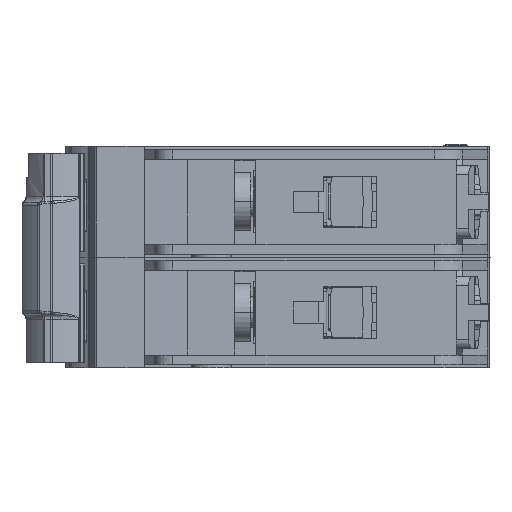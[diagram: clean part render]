
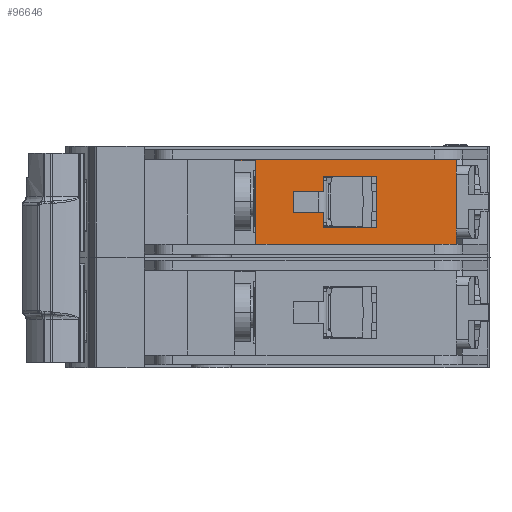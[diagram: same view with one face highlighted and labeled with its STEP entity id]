
A CAD part, front view. The second image highlights one B-rep face of the part: STEP entity #96646.
In plain terms, the highlighted planar face has unit normal (0, -1, 0).
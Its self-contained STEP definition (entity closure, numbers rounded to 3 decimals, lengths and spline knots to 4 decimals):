
#1425 = VERTEX_POINT ( 'NONE', #13939 ) ;
#1428 = ORIENTED_EDGE ( 'NONE', *, *, #54496, .F. ) ;
#2153 = CARTESIAN_POINT ( 'NONE',  ( 1.9306, -1.5945, 1.3248 ) ) ;
#2661 = VERTEX_POINT ( 'NONE', #48277 ) ;
#3169 = LINE ( 'NONE', #20596, #19575 ) ;
#3528 = EDGE_CURVE ( 'NONE', #90152, #1425, #93020, .T. ) ;
#3857 = CARTESIAN_POINT ( 'NONE',  ( 1.2241, -1.5945, -3.5356 ) ) ;
#4761 = EDGE_LOOP ( 'NONE', ( #85673, #35397, #14880, #61190, #50949, #31490, #68778, #64792 ) ) ;
#5580 = VECTOR ( 'NONE', #90866, 39.3701 ) ;
#6871 = DIRECTION ( 'NONE',  ( 0., 0., 1. ) ) ;
#7422 = VERTEX_POINT ( 'NONE', #31133 ) ;
#8130 = EDGE_LOOP ( 'NONE', ( #14032, #1428, #77798, #48376, #45833, #35229, #45469, #18281 ) ) ;
#8181 = EDGE_CURVE ( 'NONE', #70355, #27157, #54370, .T. ) ;
#8658 = VERTEX_POINT ( 'NONE', #93227 ) ;
#9708 = VERTEX_POINT ( 'NONE', #72729 ) ;
#9810 = VECTOR ( 'NONE', #6871, 39.3701 ) ;
#9977 = DIRECTION ( 'NONE',  ( 0., 0., -1. ) ) ;
#10287 = EDGE_CURVE ( 'NONE', #61593, #70355, #34343, .T. ) ;
#10420 = DIRECTION ( 'NONE',  ( -1., 0., 0. ) ) ;
#11010 = CARTESIAN_POINT ( 'NONE',  ( 0.8858, -1.5945, -3.5355 ) ) ;
#12324 = CARTESIAN_POINT ( 'NONE',  ( 0.315, -1.5945, 1.315 ) ) ;
#13939 = CARTESIAN_POINT ( 'NONE',  ( 0.6929, -1.5945, 0.9843 ) ) ;
#14032 = ORIENTED_EDGE ( 'NONE', *, *, #53433, .F. ) ;
#14289 = VECTOR ( 'NONE', #71177, 39.3701 ) ;
#14880 = ORIENTED_EDGE ( 'NONE', *, *, #10287, .F. ) ;
#15018 = LINE ( 'NONE', #74222, #25898 ) ;
#16426 = VERTEX_POINT ( 'NONE', #34007 ) ;
#16493 = EDGE_CURVE ( 'NONE', #8658, #84207, #18351, .T. ) ;
#16690 = LINE ( 'NONE', #71793, #47266 ) ;
#16720 = AXIS2_PLACEMENT_3D ( 'NONE', #27612, #26172, #55541 ) ;
#17116 = VERTEX_POINT ( 'NONE', #12324 ) ;
#17632 = DIRECTION ( 'NONE',  ( -1., 0., 0. ) ) ;
#17687 = CARTESIAN_POINT ( 'NONE',  ( 0.6922, -1.5945, -3.5356 ) ) ;
#18281 = ORIENTED_EDGE ( 'NONE', *, *, #44279, .F. ) ;
#18351 = LINE ( 'NONE', #11010, #14289 ) ;
#18530 = DIRECTION ( 'NONE',  ( 0., 0., 1. ) ) ;
#19575 = VECTOR ( 'NONE', #20118, 39.3701 ) ;
#20118 = DIRECTION ( 'NONE',  ( -1., 0., 0. ) ) ;
#20596 = CARTESIAN_POINT ( 'NONE',  ( 0.2931, -1.5945, 0.7815 ) ) ;
#21425 = CARTESIAN_POINT ( 'NONE',  ( 0.4488, -1.5945, 1.315 ) ) ;
#22990 = EDGE_CURVE ( 'NONE', #1425, #8658, #62674, .T. ) ;
#23511 = EDGE_CURVE ( 'NONE', #46783, #61593, #25884, .T. ) ;
#25512 = DIRECTION ( 'NONE',  ( 1., 0., 0. ) ) ;
#25884 = LINE ( 'NONE', #3857, #94059 ) ;
#25898 = VECTOR ( 'NONE', #67335, 39.3701 ) ;
#26049 = CARTESIAN_POINT ( 'NONE',  ( -0.2638, -1.5945, 1.2185 ) ) ;
#26163 = CARTESIAN_POINT ( 'NONE',  ( 0.4488, -1.5945, 0.7815 ) ) ;
#26172 = DIRECTION ( 'NONE',  ( 0., -1., 0. ) ) ;
#27157 = VERTEX_POINT ( 'NONE', #48662 ) ;
#27179 = EDGE_CURVE ( 'NONE', #2661, #59624, #77059, .T. ) ;
#27612 = CARTESIAN_POINT ( 'NONE',  ( -0.2638, -1.5945, -3.5355 ) ) ;
#29379 = CARTESIAN_POINT ( 'NONE',  ( 0.2931, -1.5945, 1.6923 ) ) ;
#31048 = DIRECTION ( 'NONE',  ( 1., 0., 0. ) ) ;
#31133 = CARTESIAN_POINT ( 'NONE',  ( 0.315, -1.5945, 0.7815 ) ) ;
#31490 = ORIENTED_EDGE ( 'NONE', *, *, #16493, .F. ) ;
#31686 = LINE ( 'NONE', #61513, #5580 ) ;
#31878 = DIRECTION ( 'NONE',  ( 0., 0., -1. ) ) ;
#32651 = EDGE_CURVE ( 'NONE', #59624, #17116, #31686, .T. ) ;
#34007 = CARTESIAN_POINT ( 'NONE',  ( 0.2931, -1.5945, 1.3248 ) ) ;
#34343 = LINE ( 'NONE', #26049, #95885 ) ;
#34433 = CARTESIAN_POINT ( 'NONE',  ( 0.6929, -1.5945, 1.122 ) ) ;
#34686 = VECTOR ( 'NONE', #9977, 39.3701 ) ;
#34723 = CARTESIAN_POINT ( 'NONE',  ( -0.2638, -1.5945, 0.8878 ) ) ;
#34964 = FACE_BOUND ( 'NONE', #4761, .T. ) ;
#35229 = ORIENTED_EDGE ( 'NONE', *, *, #32651, .F. ) ;
#35397 = ORIENTED_EDGE ( 'NONE', *, *, #8181, .F. ) ;
#36113 = VECTOR ( 'NONE', #25512, 39.3701 ) ;
#37698 = VERTEX_POINT ( 'NONE', #88672 ) ;
#39689 = LINE ( 'NONE', #55323, #60889 ) ;
#40314 = CARTESIAN_POINT ( 'NONE',  ( 0.315, -1.5945, 1.315 ) ) ;
#41595 = LINE ( 'NONE', #34723, #77941 ) ;
#44279 = EDGE_CURVE ( 'NONE', #37698, #2661, #16690, .T. ) ;
#44553 = LINE ( 'NONE', #29379, #9810 ) ;
#45469 = ORIENTED_EDGE ( 'NONE', *, *, #27179, .F. ) ;
#45833 = ORIENTED_EDGE ( 'NONE', *, *, #57745, .F. ) ;
#46783 = VERTEX_POINT ( 'NONE', #80819 ) ;
#47266 = VECTOR ( 'NONE', #17632, 39.3701 ) ;
#48277 = CARTESIAN_POINT ( 'NONE',  ( 0.4488, -1.5945, 0.7815 ) ) ;
#48376 = ORIENTED_EDGE ( 'NONE', *, *, #93475, .F. ) ;
#48662 = CARTESIAN_POINT ( 'NONE',  ( 0.8858, -1.5945, 1.122 ) ) ;
#50949 = ORIENTED_EDGE ( 'NONE', *, *, #52742, .F. ) ;
#51338 = VECTOR ( 'NONE', #63178, 39.3701 ) ;
#52742 = EDGE_CURVE ( 'NONE', #84207, #46783, #41595, .T. ) ;
#53433 = EDGE_CURVE ( 'NONE', #68986, #37698, #39689, .T. ) ;
#54370 = LINE ( 'NONE', #92484, #83136 ) ;
#54496 = EDGE_CURVE ( 'NONE', #16426, #68986, #82879, .T. ) ;
#55259 = CARTESIAN_POINT ( 'NONE',  ( 1.7323, -1.5945, 1.3248 ) ) ;
#55323 = CARTESIAN_POINT ( 'NONE',  ( 1.7323, -1.5945, 0.7087 ) ) ;
#55533 = DIRECTION ( 'NONE',  ( 0., 0., 1. ) ) ;
#55541 = DIRECTION ( 'NONE',  ( 1., 0., 0. ) ) ;
#57745 = EDGE_CURVE ( 'NONE', #17116, #7422, #76991, .T. ) ;
#59624 = VERTEX_POINT ( 'NONE', #21425 ) ;
#60889 = VECTOR ( 'NONE', #70465, 39.3701 ) ;
#61190 = ORIENTED_EDGE ( 'NONE', *, *, #23511, .F. ) ;
#61513 = CARTESIAN_POINT ( 'NONE',  ( 0.4488, -1.5945, 1.315 ) ) ;
#61593 = VERTEX_POINT ( 'NONE', #79465 ) ;
#62674 = LINE ( 'NONE', #69554, #36113 ) ;
#62852 = PLANE ( 'NONE',  #16720 ) ;
#62957 = CARTESIAN_POINT ( 'NONE',  ( 0.8858, -1.5945, 1.2185 ) ) ;
#63178 = DIRECTION ( 'NONE',  ( 0., 0., -1. ) ) ;
#63343 = FACE_OUTER_BOUND ( 'NONE', #8130, .T. ) ;
#64007 = EDGE_CURVE ( 'NONE', #27157, #90152, #15018, .T. ) ;
#64792 = ORIENTED_EDGE ( 'NONE', *, *, #3528, .F. ) ;
#67020 = CARTESIAN_POINT ( 'NONE',  ( 0.8858, -1.5945, 0.8878 ) ) ;
#67335 = DIRECTION ( 'NONE',  ( -1., 0., 0. ) ) ;
#68778 = ORIENTED_EDGE ( 'NONE', *, *, #22990, .F. ) ;
#68986 = VERTEX_POINT ( 'NONE', #55259 ) ;
#69554 = CARTESIAN_POINT ( 'NONE',  ( -0.2638, -1.5945, 0.9843 ) ) ;
#70355 = VERTEX_POINT ( 'NONE', #62957 ) ;
#70465 = DIRECTION ( 'NONE',  ( 0., 0., -1. ) ) ;
#71177 = DIRECTION ( 'NONE',  ( 0., 0., -1. ) ) ;
#71793 = CARTESIAN_POINT ( 'NONE',  ( 0.2931, -1.5945, 0.7815 ) ) ;
#72729 = CARTESIAN_POINT ( 'NONE',  ( 0.2931, -1.5945, 0.7815 ) ) ;
#74222 = CARTESIAN_POINT ( 'NONE',  ( -0.2638, -1.5945, 1.122 ) ) ;
#76991 = LINE ( 'NONE', #40314, #34686 ) ;
#77059 = LINE ( 'NONE', #26163, #81787 ) ;
#77798 = ORIENTED_EDGE ( 'NONE', *, *, #90752, .F. ) ;
#77941 = VECTOR ( 'NONE', #94869, 39.3701 ) ;
#79465 = CARTESIAN_POINT ( 'NONE',  ( 1.2244, -1.5945, 1.2185 ) ) ;
#80819 = CARTESIAN_POINT ( 'NONE',  ( 1.2244, -1.5945, 0.8878 ) ) ;
#81329 = VECTOR ( 'NONE', #31048, 39.3701 ) ;
#81787 = VECTOR ( 'NONE', #55533, 39.3701 ) ;
#82879 = LINE ( 'NONE', #2153, #81329 ) ;
#83136 = VECTOR ( 'NONE', #31878, 39.3701 ) ;
#84207 = VERTEX_POINT ( 'NONE', #67020 ) ;
#85673 = ORIENTED_EDGE ( 'NONE', *, *, #64007, .F. ) ;
#88672 = CARTESIAN_POINT ( 'NONE',  ( 1.7323, -1.5945, 0.7815 ) ) ;
#90152 = VERTEX_POINT ( 'NONE', #34433 ) ;
#90752 = EDGE_CURVE ( 'NONE', #9708, #16426, #44553, .T. ) ;
#90866 = DIRECTION ( 'NONE',  ( -1., 0., 0. ) ) ;
#92484 = CARTESIAN_POINT ( 'NONE',  ( 0.8858, -1.5945, -3.5355 ) ) ;
#93020 = LINE ( 'NONE', #17687, #51338 ) ;
#93227 = CARTESIAN_POINT ( 'NONE',  ( 0.8858, -1.5945, 0.9843 ) ) ;
#93475 = EDGE_CURVE ( 'NONE', #7422, #9708, #3169, .T. ) ;
#94059 = VECTOR ( 'NONE', #18530, 39.3701 ) ;
#94869 = DIRECTION ( 'NONE',  ( 1., 0., 0. ) ) ;
#95885 = VECTOR ( 'NONE', #10420, 39.3701 ) ;
#96646 = ADVANCED_FACE ( 'NONE', ( #63343, #34964 ), #62852, .T. ) ;
